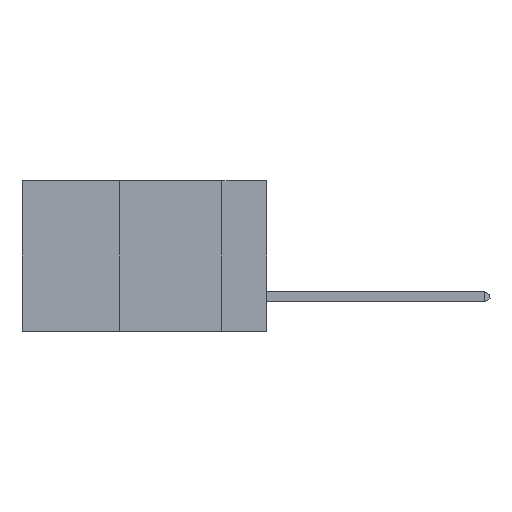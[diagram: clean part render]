
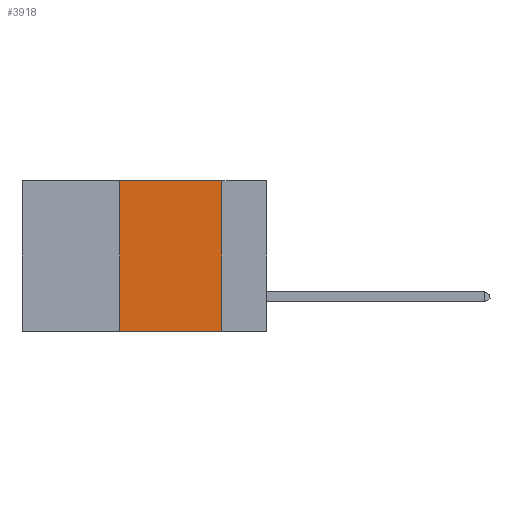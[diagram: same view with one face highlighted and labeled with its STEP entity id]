
A CAD part, left-side view. The second image highlights one B-rep face of the part: STEP entity #3918.
In plain terms, the highlighted planar face has unit normal (-1, 0, 0).
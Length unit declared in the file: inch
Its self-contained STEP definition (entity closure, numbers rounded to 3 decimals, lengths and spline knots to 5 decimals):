
#169 = EDGE_LOOP ( 'NONE', ( #8374, #8397, #8501, #8578 ) ) ;
#633 = DIRECTION ( 'NONE',  ( 0., -1., 0. ) ) ;
#1119 = DIRECTION ( 'NONE',  ( 0., 0., -1. ) ) ;
#1131 = EDGE_CURVE ( 'NONE', #4798, #1155, #7696, .T. ) ;
#1139 = CARTESIAN_POINT ( 'NONE',  ( 0., 0.11, 0. ) ) ;
#1151 = EDGE_CURVE ( 'NONE', #1936, #1155, #5416, .T. ) ;
#1155 = VERTEX_POINT ( 'NONE', #1222 ) ;
#1222 = CARTESIAN_POINT ( 'NONE',  ( 0., 0.11, -0.37 ) ) ;
#1630 = DIRECTION ( 'NONE',  ( 0., -1., 0. ) ) ;
#1722 = CARTESIAN_POINT ( 'NONE',  ( 0., 0.6, -0.37 ) ) ;
#1790 = DIRECTION ( 'NONE',  ( 0., 0., 1. ) ) ;
#1875 = CARTESIAN_POINT ( 'NONE',  ( 0., 0.36, 0. ) ) ;
#1936 = VERTEX_POINT ( 'NONE', #5374 ) ;
#3840 = CARTESIAN_POINT ( 'NONE',  ( 0., 0.6, 0. ) ) ;
#3918 = ADVANCED_FACE ( 'NONE', ( #7443 ), #5005, .F. ) ;
#4074 = LINE ( 'NONE', #3840, #7626 ) ;
#4343 = CARTESIAN_POINT ( 'NONE',  ( 0., 0.36, 0. ) ) ;
#4798 = VERTEX_POINT ( 'NONE', #6735 ) ;
#5005 = PLANE ( 'NONE',  #7551 ) ;
#5354 = EDGE_CURVE ( 'NONE', #4798, #8438, #9069, .T. ) ;
#5374 = CARTESIAN_POINT ( 'NONE',  ( 0., 0.11, 0. ) ) ;
#5416 = LINE ( 'NONE', #1139, #7281 ) ;
#5714 = VECTOR ( 'NONE', #1790, 39.37008 ) ;
#5765 = DIRECTION ( 'NONE',  ( 0., 0., -1. ) ) ;
#6735 = CARTESIAN_POINT ( 'NONE',  ( 0., 0.36, -0.37 ) ) ;
#7281 = VECTOR ( 'NONE', #1119, 39.37008 ) ;
#7384 = CARTESIAN_POINT ( 'NONE',  ( 0., 0.6, 0. ) ) ;
#7443 = FACE_OUTER_BOUND ( 'NONE', #169, .T. ) ;
#7468 = DIRECTION ( 'NONE',  ( 1., 0., 0. ) ) ;
#7551 = AXIS2_PLACEMENT_3D ( 'NONE', #7384, #7468, #5765 ) ;
#7626 = VECTOR ( 'NONE', #633, 39.37008 ) ;
#7634 = EDGE_CURVE ( 'NONE', #8438, #1936, #4074, .T. ) ;
#7696 = LINE ( 'NONE', #1722, #8986 ) ;
#8374 = ORIENTED_EDGE ( 'NONE', *, *, #1151, .F. ) ;
#8397 = ORIENTED_EDGE ( 'NONE', *, *, #7634, .F. ) ;
#8438 = VERTEX_POINT ( 'NONE', #4343 ) ;
#8501 = ORIENTED_EDGE ( 'NONE', *, *, #5354, .F. ) ;
#8578 = ORIENTED_EDGE ( 'NONE', *, *, #1131, .T. ) ;
#8986 = VECTOR ( 'NONE', #1630, 39.37008 ) ;
#9069 = LINE ( 'NONE', #1875, #5714 ) ;
